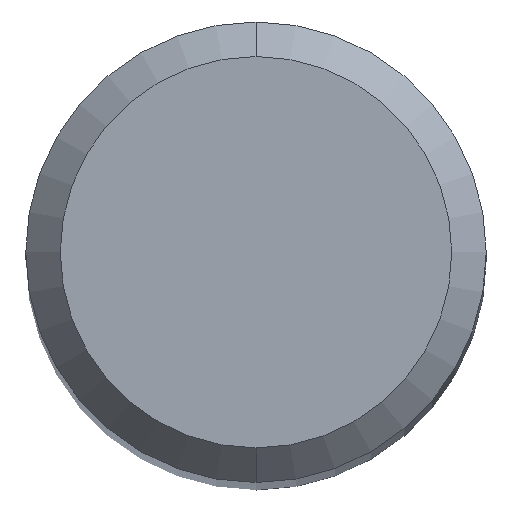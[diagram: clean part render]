
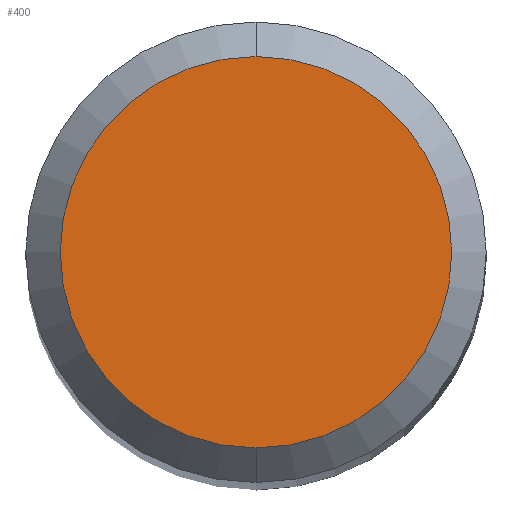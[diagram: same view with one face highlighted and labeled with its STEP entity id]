
A CAD part, top view. The second image highlights one B-rep face of the part: STEP entity #400.
In plain terms, the highlighted planar face has unit normal (0, 0, 1).
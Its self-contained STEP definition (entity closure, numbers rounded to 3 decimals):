
#196=EDGE_CURVE('',#490,#440,#531,.T.);
#276=EDGE_CURVE('',#440,#490,#624,.T.);
#400=ADVANCED_FACE('',(#763),#764,.T.);
#440=VERTEX_POINT('',#806);
#490=VERTEX_POINT('',#858);
#531=CIRCLE('',#893,1.7);
#624=CIRCLE('',#1076,1.7);
#763=FACE_OUTER_BOUND('',#1363,.T.);
#764=PLANE('',#1364);
#806=CARTESIAN_POINT('',(0.0,1.7,0.0));
#858=CARTESIAN_POINT('',(0.,-1.7,0.0));
#893=AXIS2_PLACEMENT_3D('',#1575,#1576,#1577);
#1076=AXIS2_PLACEMENT_3D('',#1685,#1686,#1687);
#1363=EDGE_LOOP('',(#1841,#1842));
#1364=AXIS2_PLACEMENT_3D('',#1843,#1844,#1845);
#1575=CARTESIAN_POINT('',(0.0,0.0,0.0));
#1576=DIRECTION('',(0.0,0.0,-1.0));
#1577=DIRECTION('',(0.0,1.0,0.0));
#1685=CARTESIAN_POINT('',(0.0,0.0,0.0));
#1686=DIRECTION('',(0.0,0.0,-1.0));
#1687=DIRECTION('',(0.0,1.0,0.0));
#1841=ORIENTED_EDGE('',*,*,#276,.F.);
#1842=ORIENTED_EDGE('',*,*,#196,.F.);
#1843=CARTESIAN_POINT('',(0.0,0.85,0.0));
#1844=DIRECTION('',(-0.0,0.0,1.0));
#1845=DIRECTION('',(0.0,-1.0,0.0));
